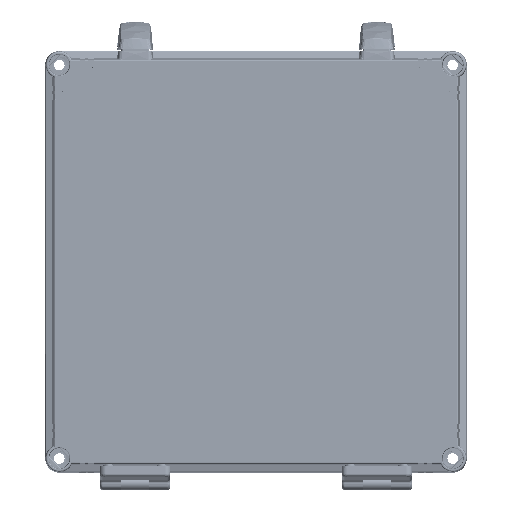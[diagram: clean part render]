
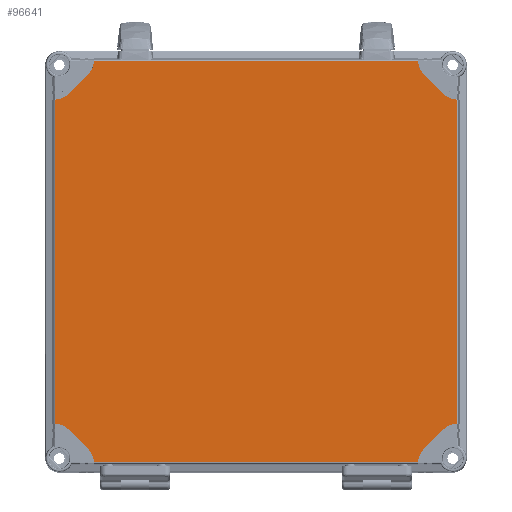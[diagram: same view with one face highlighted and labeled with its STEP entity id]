
A CAD part, top view. The second image highlights one B-rep face of the part: STEP entity #96641.
In plain terms, the highlighted planar face has unit normal (0, 0, 1).
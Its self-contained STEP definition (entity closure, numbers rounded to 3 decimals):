
#82428=CARTESIAN_POINT('',(-129.346,-143.3,30.));
#82429=DIRECTION('',(0.,0.,1.));
#82430=DIRECTION('',(0.999,0.032,0.));
#82431=AXIS2_PLACEMENT_3D('',#82428,#82429,#82430);
#82436=DIRECTION('',(-0.707,0.707,0.));
#82437=VECTOR('',#82436,19.734);
#82438=CARTESIAN_POINT('',(-119.447,-133.401,30.));
#82439=LINE('',#82438,#82437);
#82443=CARTESIAN_POINT('',(-143.3,-129.346,30.));
#82444=DIRECTION('',(0.,0.,1.));
#82445=DIRECTION('',(0.707,0.707,0.));
#82446=AXIS2_PLACEMENT_3D('',#82443,#82444,#82445);
#82451=CARTESIAN_POINT('',(-143.3,129.346,30.));
#82452=DIRECTION('',(0.,0.,1.));
#82453=DIRECTION('',(0.032,-0.999,0.));
#82454=AXIS2_PLACEMENT_3D('',#82451,#82452,#82453);
#82459=DIRECTION('',(0.707,0.707,0.));
#82460=VECTOR('',#82459,19.734);
#82461=CARTESIAN_POINT('',(-133.401,119.447,30.));
#82462=LINE('',#82461,#82460);
#82466=CARTESIAN_POINT('',(-129.346,143.3,30.));
#82467=DIRECTION('',(0.,0.,1.));
#82468=DIRECTION('',(0.707,-0.707,0.));
#82469=AXIS2_PLACEMENT_3D('',#82466,#82467,#82468);
#82474=DIRECTION('',(1.,0.,0.));
#82475=VECTOR('',#82474,230.707);
#82476=CARTESIAN_POINT('',(-115.353,142.851,30.));
#82477=LINE('',#82476,#82475);
#82481=CARTESIAN_POINT('',(129.346,143.3,30.));
#82482=DIRECTION('',(0.,0.,1.));
#82483=DIRECTION('',(-0.999,-0.032,0.));
#82484=AXIS2_PLACEMENT_3D('',#82481,#82482,#82483);
#82489=DIRECTION('',(0.707,-0.707,0.));
#82490=VECTOR('',#82489,19.734);
#82491=CARTESIAN_POINT('',(119.447,133.401,30.));
#82492=LINE('',#82491,#82490);
#82496=CARTESIAN_POINT('',(143.3,129.346,30.));
#82497=DIRECTION('',(0.,0.,1.));
#82498=DIRECTION('',(-0.707,-0.707,0.));
#82499=AXIS2_PLACEMENT_3D('',#82496,#82497,#82498);
#82504=CARTESIAN_POINT('',(143.3,-129.346,30.));
#82505=DIRECTION('',(0.,0.,1.));
#82506=DIRECTION('',(-0.032,0.999,0.));
#82507=AXIS2_PLACEMENT_3D('',#82504,#82505,#82506);
#82512=DIRECTION('',(-0.707,-0.707,0.));
#82513=VECTOR('',#82512,19.734);
#82514=CARTESIAN_POINT('',(133.401,-119.447,30.));
#82515=LINE('',#82514,#82513);
#82519=CARTESIAN_POINT('',(129.346,-143.3,30.));
#82520=DIRECTION('',(0.,0.,1.));
#82521=DIRECTION('',(-0.707,0.707,0.));
#82522=AXIS2_PLACEMENT_3D('',#82519,#82520,#82521);
#85878=DIRECTION('',(1.,0.,0.));
#85879=VECTOR('',#85878,230.707);
#85880=CARTESIAN_POINT('',(-115.353,-142.851,30.));
#85881=LINE('',#85880,#85879);
#85885=CARTESIAN_POINT('',(115.353,-142.851,30.));
#85916=CARTESIAN_POINT('',(-115.353,-142.851,30.));
#85942=DIRECTION('',(0.,1.,0.));
#85943=VECTOR('',#85942,230.707);
#85944=CARTESIAN_POINT('',(142.851,-115.353,30.));
#85945=LINE('',#85944,#85943);
#86013=CARTESIAN_POINT('',(-115.353,142.851,30.));
#86051=CARTESIAN_POINT('',(115.353,142.851,30.));
#86077=DIRECTION('',(0.,-1.,0.));
#86078=VECTOR('',#86077,230.707);
#86079=CARTESIAN_POINT('',(-142.851,115.353,30.));
#86080=LINE('',#86079,#86078);
#93019=CARTESIAN_POINT('',(119.447,133.401,30.));
#93020=CARTESIAN_POINT('',(133.401,119.447,30.));
#93021=VERTEX_POINT('',#93019);
#93022=VERTEX_POINT('',#93020);
#93039=CARTESIAN_POINT('',(-133.401,119.447,30.));
#93040=CARTESIAN_POINT('',(-119.447,133.401,30.));
#93041=VERTEX_POINT('',#93039);
#93042=VERTEX_POINT('',#93040);
#93055=CARTESIAN_POINT('',(133.401,-119.447,30.));
#93056=CARTESIAN_POINT('',(119.447,-133.401,30.));
#93057=VERTEX_POINT('',#93055);
#93058=VERTEX_POINT('',#93056);
#93067=CARTESIAN_POINT('',(-119.447,-133.401,30.));
#93068=CARTESIAN_POINT('',(-133.401,-119.447,30.));
#93069=VERTEX_POINT('',#93067);
#93070=VERTEX_POINT('',#93068);
#93377=VERTEX_POINT('',#86051);
#93389=CARTESIAN_POINT('',(142.851,-115.353,30.));
#93390=CARTESIAN_POINT('',(142.851,115.353,30.));
#93391=VERTEX_POINT('',#93389);
#93392=VERTEX_POINT('',#93390);
#93400=VERTEX_POINT('',#86013);
#93445=CARTESIAN_POINT('',(-142.851,115.353,30.));
#93446=CARTESIAN_POINT('',(-142.851,-115.353,30.));
#93447=VERTEX_POINT('',#93445);
#93448=VERTEX_POINT('',#93446);
#93501=VERTEX_POINT('',#85916);
#93502=VERTEX_POINT('',#85885);
#96602=CARTESIAN_POINT('',(0.,0.,30.));
#96603=DIRECTION('',(0.,0.,1.));
#96604=DIRECTION('',(1.,0.,0.));
#96605=AXIS2_PLACEMENT_3D('',#96602,#96603,#96604);
#96606=PLANE('',#96605);
#96608=ORIENTED_EDGE('',*,*,#96607,.F.);
#96610=ORIENTED_EDGE('',*,*,#96609,.T.);
#96612=ORIENTED_EDGE('',*,*,#96611,.T.);
#96614=ORIENTED_EDGE('',*,*,#96613,.T.);
#96616=ORIENTED_EDGE('',*,*,#96615,.F.);
#96618=ORIENTED_EDGE('',*,*,#96617,.T.);
#96620=ORIENTED_EDGE('',*,*,#96619,.T.);
#96622=ORIENTED_EDGE('',*,*,#96621,.T.);
#96624=ORIENTED_EDGE('',*,*,#96623,.T.);
#96626=ORIENTED_EDGE('',*,*,#96625,.T.);
#96628=ORIENTED_EDGE('',*,*,#96627,.T.);
#96630=ORIENTED_EDGE('',*,*,#96629,.T.);
#96632=ORIENTED_EDGE('',*,*,#96631,.F.);
#96634=ORIENTED_EDGE('',*,*,#96633,.T.);
#96636=ORIENTED_EDGE('',*,*,#96635,.T.);
#96638=ORIENTED_EDGE('',*,*,#96637,.T.);
#96639=EDGE_LOOP('',(#96608,#96610,#96612,#96614,#96616,#96618,#96620,#96622,
#96624,#96626,#96628,#96630,#96632,#96634,#96636,#96638));
#96640=FACE_OUTER_BOUND('',#96639,.F.);
#96641=ADVANCED_FACE('',(#96640),#96606,.T.);
#82432=CIRCLE('',#82431,14.);
#82447=CIRCLE('',#82446,14.);
#82455=CIRCLE('',#82454,14.);
#82470=CIRCLE('',#82469,14.);
#82485=CIRCLE('',#82484,14.);
#82500=CIRCLE('',#82499,14.);
#82508=CIRCLE('',#82507,14.);
#82523=CIRCLE('',#82522,14.);
#96607=EDGE_CURVE('',#93501,#93502,#85881,.T.);
#96609=EDGE_CURVE('',#93501,#93069,#82432,.T.);
#96611=EDGE_CURVE('',#93069,#93070,#82439,.T.);
#96613=EDGE_CURVE('',#93070,#93448,#82447,.T.);
#96615=EDGE_CURVE('',#93447,#93448,#86080,.T.);
#96617=EDGE_CURVE('',#93447,#93041,#82455,.T.);
#96619=EDGE_CURVE('',#93041,#93042,#82462,.T.);
#96621=EDGE_CURVE('',#93042,#93400,#82470,.T.);
#96623=EDGE_CURVE('',#93400,#93377,#82477,.T.);
#96625=EDGE_CURVE('',#93377,#93021,#82485,.T.);
#96627=EDGE_CURVE('',#93021,#93022,#82492,.T.);
#96629=EDGE_CURVE('',#93022,#93392,#82500,.T.);
#96631=EDGE_CURVE('',#93391,#93392,#85945,.T.);
#96633=EDGE_CURVE('',#93391,#93057,#82508,.T.);
#96635=EDGE_CURVE('',#93057,#93058,#82515,.T.);
#96637=EDGE_CURVE('',#93058,#93502,#82523,.T.);
